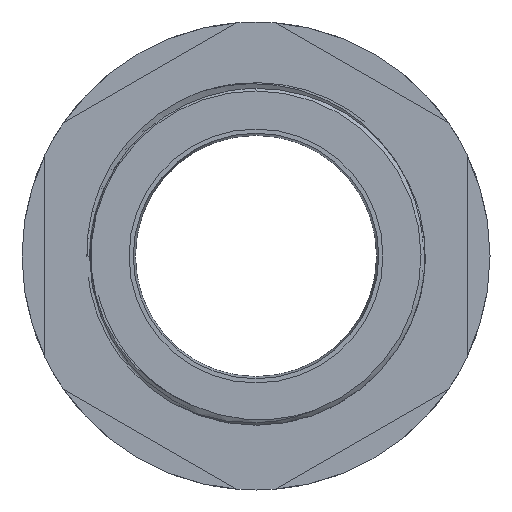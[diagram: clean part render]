
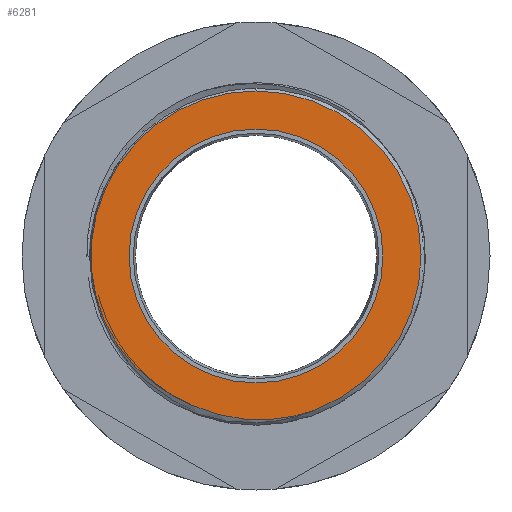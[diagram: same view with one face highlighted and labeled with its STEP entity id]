
A CAD part, front view. The second image highlights one B-rep face of the part: STEP entity #6281.
In plain terms, the highlighted planar face has unit normal (0, -1, 0).
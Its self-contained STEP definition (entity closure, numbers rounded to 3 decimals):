
#126 = EDGE_CURVE ( 'NONE', #6123, #5406, #9688, .T. ) ;
#472 = EDGE_CURVE ( 'NONE', #3965, #3944, #9523, .T. ) ;
#514 = CARTESIAN_POINT ( 'NONE',  ( 4.561, -10., -18.914 ) ) ;
#559 = CARTESIAN_POINT ( 'NONE',  ( -16.776, -10., -9.913 ) ) ;
#648 = ORIENTED_EDGE ( 'NONE', *, *, #5781, .T. ) ;
#1366 = ORIENTED_EDGE ( 'NONE', *, *, #8183, .T. ) ;
#1397 = AXIS2_PLACEMENT_3D ( 'NONE', #11880, #3507, #10237 ) ;
#1453 = AXIS2_PLACEMENT_3D ( 'NONE', #10181, #10192, #10202 ) ;
#1487 = ORIENTED_EDGE ( 'NONE', *, *, #3668, .F. ) ;
#1529 = CARTESIAN_POINT ( 'NONE',  ( 6.336, -10., -18.438 ) ) ;
#1564 = CARTESIAN_POINT ( 'NONE',  ( -15.323, -10., -11.905 ) ) ;
#1776 = FACE_BOUND ( 'NONE', #11711, .T. ) ;
#2017 = CARTESIAN_POINT ( 'NONE',  ( 6.911, -10., -18.234 ) ) ;
#2263 = EDGE_LOOP ( 'NONE', ( #10432, #9427, #1366, #648 ) ) ;
#2470 = CARTESIAN_POINT ( 'NONE',  ( -5.162, -10., -18.544 ) ) ;
#2508 = PLANE ( 'NONE',  #1397 ) ;
#2537 = CARTESIAN_POINT ( 'NONE',  ( -14.094, -10., -13.281 ) ) ;
#2610 = EDGE_CURVE ( 'NONE', #9868, #6123, #4674, .T. ) ;
#3464 = CARTESIAN_POINT ( 'NONE',  ( -2.782, -10., -19.13 ) ) ;
#3507 = DIRECTION ( 'NONE',  ( 0., 1., 0. ) ) ;
#3544 = CARTESIAN_POINT ( 'NONE',  ( -11.809, -10., -15.307 ) ) ;
#3668 = EDGE_CURVE ( 'NONE', #3944, #3965, #5428, .T. ) ;
#3847 = AXIS2_PLACEMENT_3D ( 'NONE', #9205, #9185, #9219 ) ;
#3944 = VERTEX_POINT ( 'NONE', #10915 ) ;
#3965 = VERTEX_POINT ( 'NONE', #8599 ) ;
#4154 = CARTESIAN_POINT ( 'NONE',  ( 0., -10., 19.5 ) ) ;
#4472 = CARTESIAN_POINT ( 'NONE',  ( 0.267, -10., -19.364 ) ) ;
#4509 = CARTESIAN_POINT ( 'NONE',  ( -17.898, -10., -7.74 ) ) ;
#4548 = CARTESIAN_POINT ( 'NONE',  ( -9.711, -10., -16.62 ) ) ;
#4583 = DIRECTION ( 'NONE',  ( 0., 0., -1. ) ) ;
#4674 = CIRCLE ( 'NONE', #8523, 19.5 ) ;
#4999 = DIRECTION ( 'NONE',  ( 0., 0., 1. ) ) ;
#5010 = DIRECTION ( 'NONE',  ( 0., -1., 0. ) ) ;
#5021 = CARTESIAN_POINT ( 'NONE',  ( 0., -10., 0. ) ) ;
#5352 = ORIENTED_EDGE ( 'NONE', *, *, #472, .F. ) ;
#5406 = VERTEX_POINT ( 'NONE', #10873 ) ;
#5428 = CIRCLE ( 'NONE', #11919, 15. ) ;
#5462 = CARTESIAN_POINT ( 'NONE',  ( 2.12, -10., -19.288 ) ) ;
#5546 = CARTESIAN_POINT ( 'NONE',  ( -8.05, -10., -17.441 ) ) ;
#5586 = DIRECTION ( 'NONE',  ( 0., -1., 0. ) ) ;
#5629 = CARTESIAN_POINT ( 'NONE',  ( 0., -10., 0. ) ) ;
#5781 = EDGE_CURVE ( 'NONE', #9465, #9868, #9147, .T. ) ;
#6123 = VERTEX_POINT ( 'NONE', #4154 ) ;
#6281 = ADVANCED_FACE ( 'NONE', ( #1776, #11287 ), #2508, .F. ) ;
#6409 = CARTESIAN_POINT ( 'NONE',  ( -6.334, -10., -18.149 ) ) ;
#6458 = CARTESIAN_POINT ( 'NONE',  ( 3.954, -10., -19.037 ) ) ;
#7423 = CARTESIAN_POINT ( 'NONE',  ( 5.751, -10., -18.615 ) ) ;
#7446 = CARTESIAN_POINT ( 'NONE',  ( -15.707, -10., -11.416 ) ) ;
#8183 = EDGE_CURVE ( 'NONE', #5406, #9465, #8992, .T. ) ;
#8320 = CARTESIAN_POINT ( 'NONE',  ( -7.474, -10., -17.669 ) ) ;
#8364 = CARTESIAN_POINT ( 'NONE',  ( 6.911, -10., -18.234 ) ) ;
#8407 = CARTESIAN_POINT ( 'NONE',  ( -14.517, -10., -12.837 ) ) ;
#8523 = AXIS2_PLACEMENT_3D ( 'NONE', #5021, #5010, #4999 ) ;
#8599 = CARTESIAN_POINT ( 'NONE',  ( 0., -10., 15. ) ) ;
#8992 = B_SPLINE_CURVE_WITH_KNOTS ( 'NONE', 3,
 ( #4509, #10231, #559, #7446, #1564, #8407, #2537, #9355, #3544, #10268, #4548, #11106, #5546, #11942 ),
 .UNSPECIFIED., .F., .F.,
 ( 4, 2, 2, 2, 2, 2, 4 ),
 ( 0.024, 0.028, 0.03, 0.032, 0.035, 0.037, 0.039 ),
 .UNSPECIFIED. ) ;
#9147 = B_SPLINE_CURVE_WITH_KNOTS ( 'NONE', 3,
 ( #8320, #11839, #6409, #2470, #9285, #3464, #10197, #4472, #11038, #5462, #11876, #6458, #514, #7423, #1529, #8364 ),
 .UNSPECIFIED., .F., .F.,
 ( 4, 2, 2, 2, 2, 2, 2, 4 ),
 ( 0., 0.002, 0.004, 0.007, 0.009, 0.011, 0.013, 0.015 ),
 .UNSPECIFIED. ) ;
#9185 = DIRECTION ( 'NONE',  ( 0., -1., 0. ) ) ;
#9205 = CARTESIAN_POINT ( 'NONE',  ( 0., -10., 0. ) ) ;
#9219 = DIRECTION ( 'NONE',  ( 0., 0., -1. ) ) ;
#9285 = CARTESIAN_POINT ( 'NONE',  ( -4.57, -10., -18.713 ) ) ;
#9347 = CARTESIAN_POINT ( 'NONE',  ( -7.474, -10., -17.669 ) ) ;
#9355 = CARTESIAN_POINT ( 'NONE',  ( -12.769, -10., -14.549 ) ) ;
#9427 = ORIENTED_EDGE ( 'NONE', *, *, #126, .T. ) ;
#9465 = VERTEX_POINT ( 'NONE', #9347 ) ;
#9523 = CIRCLE ( 'NONE', #3847, 15. ) ;
#9688 = CIRCLE ( 'NONE', #1453, 19.5 ) ;
#9868 = VERTEX_POINT ( 'NONE', #2017 ) ;
#10181 = CARTESIAN_POINT ( 'NONE',  ( 0., -10., 0. ) ) ;
#10192 = DIRECTION ( 'NONE',  ( 0., -1., 0. ) ) ;
#10197 = CARTESIAN_POINT ( 'NONE',  ( -1.573, -10., -19.293 ) ) ;
#10202 = DIRECTION ( 'NONE',  ( 0., 0., 1. ) ) ;
#10231 = CARTESIAN_POINT ( 'NONE',  ( -17.387, -10., -8.854 ) ) ;
#10237 = DIRECTION ( 'NONE',  ( 0., 0., 1. ) ) ;
#10268 = CARTESIAN_POINT ( 'NONE',  ( -10.248, -10., -16.31 ) ) ;
#10432 = ORIENTED_EDGE ( 'NONE', *, *, #2610, .T. ) ;
#10873 = CARTESIAN_POINT ( 'NONE',  ( -17.898, -10., -7.74 ) ) ;
#10915 = CARTESIAN_POINT ( 'NONE',  ( 0., -10., -15. ) ) ;
#11038 = CARTESIAN_POINT ( 'NONE',  ( 0.888, -10., -19.358 ) ) ;
#11106 = CARTESIAN_POINT ( 'NONE',  ( -8.613, -10., -17.185 ) ) ;
#11287 = FACE_OUTER_BOUND ( 'NONE', #2263, .T. ) ;
#11711 = EDGE_LOOP ( 'NONE', ( #1487, #5352 ) ) ;
#11839 = CARTESIAN_POINT ( 'NONE',  ( -6.909, -10., -17.923 ) ) ;
#11876 = CARTESIAN_POINT ( 'NONE',  ( 2.733, -10., -19.224 ) ) ;
#11880 = CARTESIAN_POINT ( 'NONE',  ( 0., -10., 0. ) ) ;
#11919 = AXIS2_PLACEMENT_3D ( 'NONE', #5629, #5586, #4583 ) ;
#11942 = CARTESIAN_POINT ( 'NONE',  ( -7.474, -10., -17.669 ) ) ;
